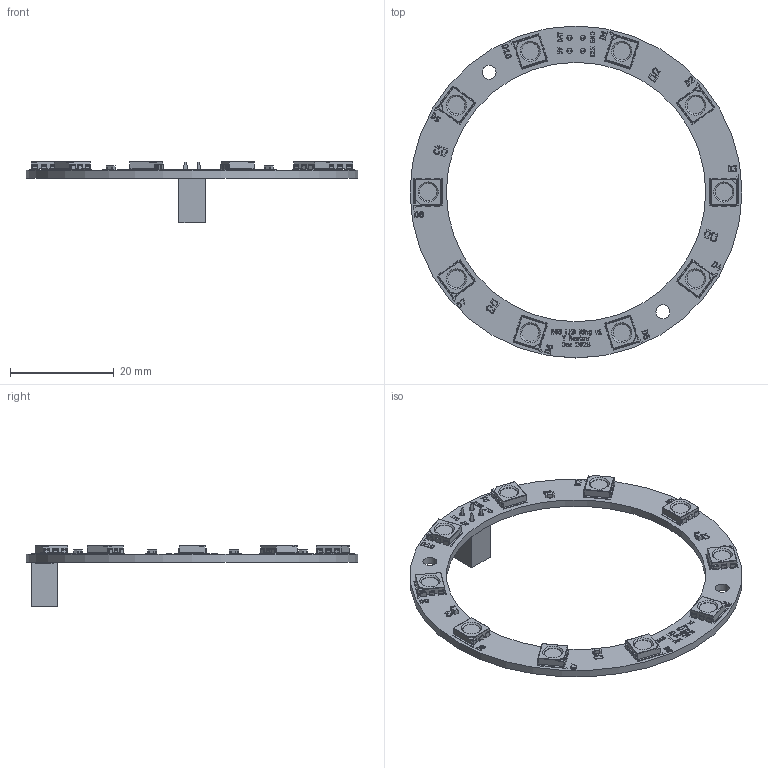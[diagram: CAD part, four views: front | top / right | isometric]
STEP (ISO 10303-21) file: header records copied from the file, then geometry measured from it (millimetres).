
FILE_DESCRIPTION(('KiCad electronic assembly'),'2;1');
FILE_NAME('LED_PCB.step','2025-12-07T09:08:47',('Pcbnew'),('Kicad'), 'Open CASCADE STEP processor 7.9','KiCad to STEP converter','Unknown' );
FILE_SCHEMA(('AUTOMOTIVE_DESIGN { 1 0 10303 214 1 1 1 1 }'));
Length unit declared in the file: millimetre
Products named in the file (7): LED_PCB 1; LED_RGB_5050-6; C_0603_1608Metric; PinSocket_2x02_P2.54mm_Vertical; LED_PCB_silkscreen; LED_PCB_PCB
Assembly tree (18 placements, depth 2):
  LED_PCB 1
    LED_RGB_5050-6  x10
    C_0603_1608Metric  x4
    PinSocket_2x02_P2.54mm_Vertical
    LED_PCB_silkscreen
    LED_PCB_silkscreen
    LED_PCB_PCB
Bounding box: 63.98 x 63.98 x 11.78 mm (x, y, z)
Volume: 2412.5 mm3; surface area: 4434.2 mm2
Topology: 16 solids, 125 shells, 1345 faces, 5435 edges, 4137 vertices
Faces by surface type: plane 859, cylinder 476, cone 10
Full cylindrical faces by diameter (mm): 1 x4, 2.7 x2, 3.333 x10, 50 x1, 63.98 x1
Entity records: 26072 total; most frequent: CARTESIAN_POINT 4795, DIRECTION 3615, ORIENTED_EDGE 3043, EDGE_CURVE 2330, VERTEX_POINT 2085, LINE 1805, VECTOR 1805, AXIS2_PLACEMENT_3D 905
